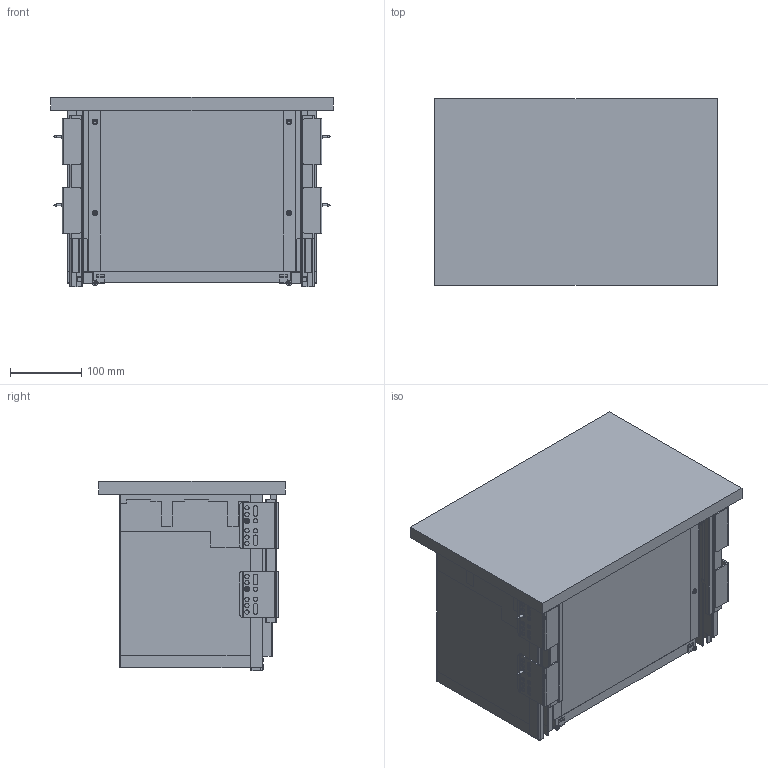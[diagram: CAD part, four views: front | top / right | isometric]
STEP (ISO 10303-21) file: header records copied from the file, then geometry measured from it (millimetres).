
FILE_DESCRIPTION(/* description */ (''),/* implementation_level */ '2;1');
FILE_NAME(/* name */ 'PB-AXISPRO-KPL250D.stp',/* time_stamp */ '2024-12-17T16:15:32+01:00',/* author */ ('tomaszw'),/* organization */ (''),/* preprocessor_version */ 'ST-DEVELOPER v20',/* originating_system */ 'Autodesk Inventor 2025',/* authorisation */ '');
FILE_SCHEMA (('AUTOMOTIVE_DESIGN { 1 0 10303 214 3 1 1 }'));
Length unit declared in the file: millimetre
Products named in the file (1): PB-AXISPRO-KPL250D1
Bounding box: 396 x 262 x 265 mm (x, y, z)
Volume: 4347807.6 mm3; surface area: 1261455.3 mm2
Topology: 44 solids, 46 shells, 1830 faces, 4796 edges, 3136 vertices
Faces by surface type: plane 1306, cylinder 304, bspline 116, cone 96, sphere 6, torus 2
Full cylindrical faces by diameter (mm): 2 x4, 3.5 x28, 6 x38, 7.5 x22, 7.8 x2, 8.5 x2, 10 x6
Entity records: 57147 total; most frequent: CARTESIAN_POINT 11881, ORIENTED_EDGE 9576, DIRECTION 8696, EDGE_CURVE 4788, LINE 3786, VECTOR 3786, VERTEX_POINT 3136, AXIS2_PLACEMENT_3D 2455
